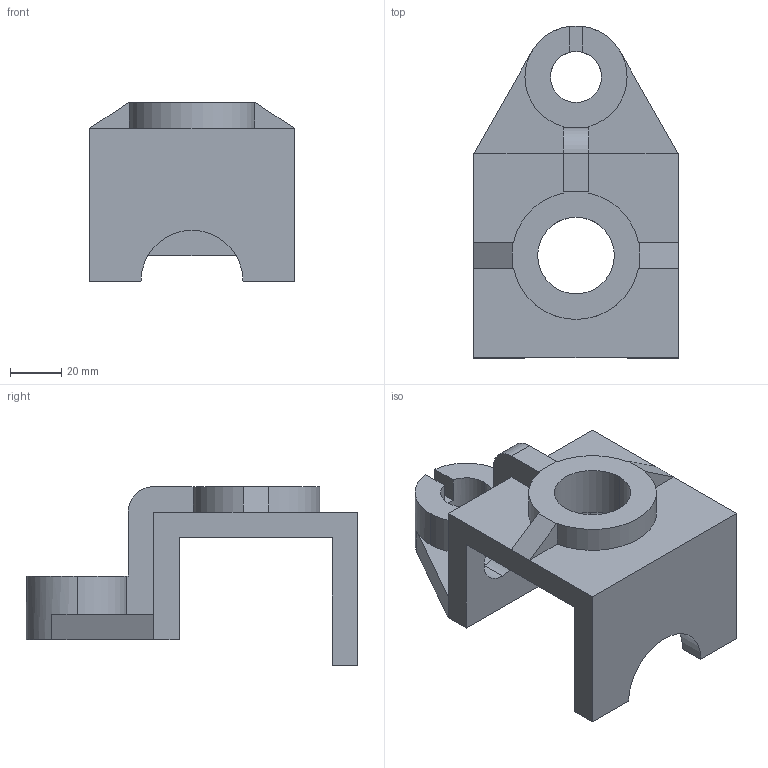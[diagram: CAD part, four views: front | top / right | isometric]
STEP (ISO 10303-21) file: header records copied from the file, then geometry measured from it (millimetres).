
FILE_DESCRIPTION (( 'STEP AP214' ), '1' );
FILE_NAME ('Part47.STEP', '2025-03-03T12:59:35', ( '' ), ( '' ), 'SwSTEP 2.0', 'SolidWorks 2024', '' );
FILE_SCHEMA (( 'AUTOMOTIVE_DESIGN' ));
Length unit declared in the file: millimetre
Products named in the file (1): Part47
Bounding box: 80 x 129.98 x 70 mm (x, y, z)
Volume: 172676.8 mm3; surface area: 42879.7 mm2
Topology: 1 solids, 1 shells, 50 faces, 141 edges, 92 vertices
Faces by surface type: plane 33, cylinder 17
Entity records: 1656 total; most frequent: CARTESIAN_POINT 284, DIRECTION 283, ORIENTED_EDGE 282, EDGE_CURVE 141, LINE 101, VECTOR 101, VERTEX_POINT 92, AXIS2_PLACEMENT_3D 91
